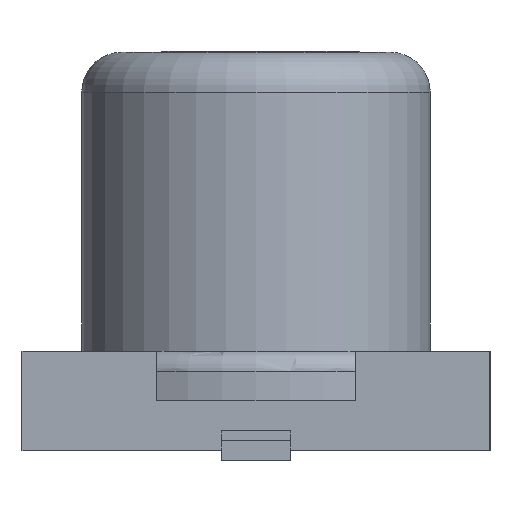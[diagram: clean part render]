
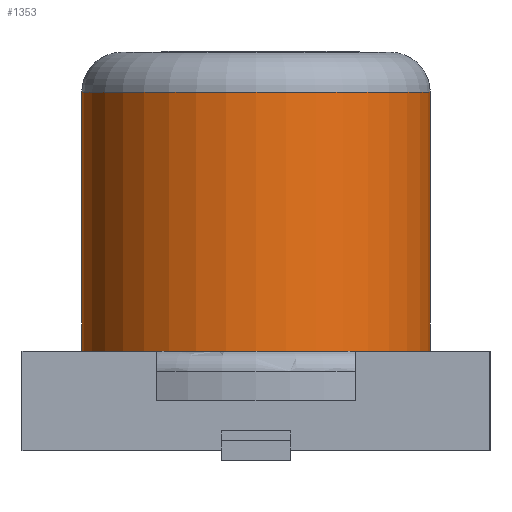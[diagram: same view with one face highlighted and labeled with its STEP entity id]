
A CAD part, left-side view. The second image highlights one B-rep face of the part: STEP entity #1353.
In plain terms, the highlighted cylindrical face has radius 1.75 mm (diameter 3.5 mm), a partial arc.
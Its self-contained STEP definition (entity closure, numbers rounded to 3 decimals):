
#68 = CARTESIAN_POINT ( 'NONE',  ( -3.25, 0., 1. ) ) ;
#69 = CARTESIAN_POINT ( 'NONE',  ( -3.25, -1.75, 1. ) ) ;
#196 = CARTESIAN_POINT ( 'NONE',  ( -3.25, -1.75, 3.6 ) ) ;
#205 = EDGE_LOOP ( 'NONE', ( #1804, #1699, #5296, #5648 ) ) ;
#398 = DIRECTION ( 'NONE',  ( 0., 0., 1. ) ) ;
#605 = FACE_OUTER_BOUND ( 'NONE', #205, .T. ) ;
#797 = CARTESIAN_POINT ( 'NONE',  ( -3.25, 1.75, 3.6 ) ) ;
#888 = VECTOR ( 'NONE', #398, 1000. ) ;
#1152 = DIRECTION ( 'NONE',  ( 0., 0., -1. ) ) ;
#1353 = ADVANCED_FACE ( 'NONE', ( #605 ), #5341, .T. ) ;
#1417 = EDGE_CURVE ( 'NONE', #4619, #3988, #2875, .T. ) ;
#1513 = CARTESIAN_POINT ( 'NONE',  ( -3.25, 1.75, 1. ) ) ;
#1699 = ORIENTED_EDGE ( 'NONE', *, *, #6827, .T. ) ;
#1804 = ORIENTED_EDGE ( 'NONE', *, *, #5440, .T. ) ;
#2121 = CIRCLE ( 'NONE', #7028, 1.75 ) ;
#2653 = CARTESIAN_POINT ( 'NONE',  ( -3.25, -1.75, 1. ) ) ;
#2750 = AXIS2_PLACEMENT_3D ( 'NONE', #68, #1152, #4815 ) ;
#2875 = CIRCLE ( 'NONE', #7169, 1.75 ) ;
#3533 = DIRECTION ( 'NONE',  ( 0., 0., -1. ) ) ;
#3542 = VERTEX_POINT ( 'NONE', #4202 ) ;
#3952 = LINE ( 'NONE', #1513, #888 ) ;
#3988 = VERTEX_POINT ( 'NONE', #797 ) ;
#4030 = EDGE_CURVE ( 'NONE', #3542, #3988, #3952, .T. ) ;
#4202 = CARTESIAN_POINT ( 'NONE',  ( -3.25, 1.75, 1. ) ) ;
#4617 = CARTESIAN_POINT ( 'NONE',  ( -3.25, 0., 1. ) ) ;
#4619 = VERTEX_POINT ( 'NONE', #196 ) ;
#4782 = DIRECTION ( 'NONE',  ( 0., 0., 1. ) ) ;
#4815 = DIRECTION ( 'NONE',  ( 1., 0., 0. ) ) ;
#5214 = DIRECTION ( 'NONE',  ( 0., 0., 1. ) ) ;
#5296 = ORIENTED_EDGE ( 'NONE', *, *, #1417, .T. ) ;
#5341 = CYLINDRICAL_SURFACE ( 'NONE', #2750, 1.75 ) ;
#5364 = VERTEX_POINT ( 'NONE', #2653 ) ;
#5440 = EDGE_CURVE ( 'NONE', #3542, #5364, #2121, .T. ) ;
#5648 = ORIENTED_EDGE ( 'NONE', *, *, #4030, .F. ) ;
#6476 = DIRECTION ( 'NONE',  ( 0., -1., 0. ) ) ;
#6768 = VECTOR ( 'NONE', #4782, 1000. ) ;
#6827 = EDGE_CURVE ( 'NONE', #5364, #4619, #7135, .T. ) ;
#7028 = AXIS2_PLACEMENT_3D ( 'NONE', #4617, #5214, #7504 ) ;
#7102 = CARTESIAN_POINT ( 'NONE',  ( -3.25, 0., 3.6 ) ) ;
#7135 = LINE ( 'NONE', #69, #6768 ) ;
#7169 = AXIS2_PLACEMENT_3D ( 'NONE', #7102, #3533, #6476 ) ;
#7504 = DIRECTION ( 'NONE',  ( 1., 0., 0. ) ) ;
